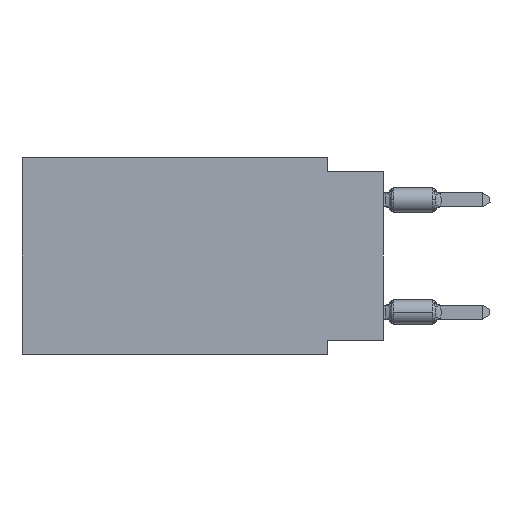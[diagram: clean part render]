
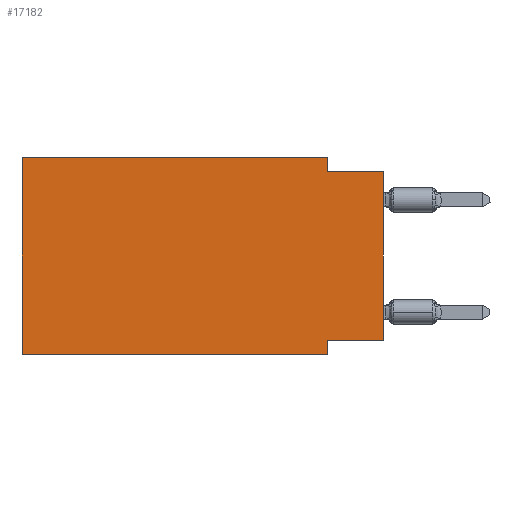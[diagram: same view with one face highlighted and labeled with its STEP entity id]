
A CAD part, left-side view. The second image highlights one B-rep face of the part: STEP entity #17182.
In plain terms, the highlighted planar face has unit normal (-1, 0, 0).
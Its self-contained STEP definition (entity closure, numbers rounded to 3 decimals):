
#1363 = VERTEX_POINT ( 'NONE', #39224 ) ;
#2124 = ORIENTED_EDGE ( 'NONE', *, *, #17873, .F. ) ;
#3294 = LINE ( 'NONE', #50260, #4076 ) ;
#3323 = AXIS2_PLACEMENT_3D ( 'NONE', #53659, #45129, #33137 ) ;
#3569 = EDGE_LOOP ( 'NONE', ( #6295, #2124, #7998, #26302, #6316, #55874, #22640, #54672 ) ) ;
#3680 = DIRECTION ( 'NONE',  ( 0., 0., -1. ) ) ;
#4076 = VECTOR ( 'NONE', #28361, 1000. ) ;
#4432 = VECTOR ( 'NONE', #3680, 1000. ) ;
#5261 = EDGE_CURVE ( 'NONE', #1363, #11442, #13220, .T. ) ;
#6197 = LINE ( 'NONE', #40653, #48730 ) ;
#6295 = ORIENTED_EDGE ( 'NONE', *, *, #52038, .T. ) ;
#6316 = ORIENTED_EDGE ( 'NONE', *, *, #53214, .F. ) ;
#6517 = CARTESIAN_POINT ( 'NONE',  ( 0., 2.54, -8.89 ) ) ;
#7078 = VECTOR ( 'NONE', #11658, 1000. ) ;
#7998 = ORIENTED_EDGE ( 'NONE', *, *, #20923, .F. ) ;
#10234 = CARTESIAN_POINT ( 'NONE',  ( 0., 0., -0.635 ) ) ;
#10552 = VERTEX_POINT ( 'NONE', #36180 ) ;
#10826 = EDGE_CURVE ( 'NONE', #11442, #27352, #33289, .T. ) ;
#11442 = VERTEX_POINT ( 'NONE', #50843 ) ;
#11658 = DIRECTION ( 'NONE',  ( 0., 0., -1. ) ) ;
#13220 = LINE ( 'NONE', #30587, #43036 ) ;
#15088 = CARTESIAN_POINT ( 'NONE',  ( 0., 2.54, -0.635 ) ) ;
#15793 = FACE_OUTER_BOUND ( 'NONE', #3569, .T. ) ;
#15926 = LINE ( 'NONE', #28735, #4432 ) ;
#17145 = VERTEX_POINT ( 'NONE', #50499 ) ;
#17182 = ADVANCED_FACE ( 'NONE', ( #15793 ), #28880, .F. ) ;
#17873 = EDGE_CURVE ( 'NONE', #52730, #34009, #19634, .T. ) ;
#18177 = LINE ( 'NONE', #29936, #38646 ) ;
#19634 = LINE ( 'NONE', #10234, #51545 ) ;
#20923 = EDGE_CURVE ( 'NONE', #26780, #52730, #15926, .T. ) ;
#22640 = ORIENTED_EDGE ( 'NONE', *, *, #10826, .F. ) ;
#24196 = DIRECTION ( 'NONE',  ( 0., -1., 0. ) ) ;
#26302 = ORIENTED_EDGE ( 'NONE', *, *, #31230, .F. ) ;
#26356 = CARTESIAN_POINT ( 'NONE',  ( 0., 0., -0.635 ) ) ;
#26780 = VERTEX_POINT ( 'NONE', #51762 ) ;
#27352 = VERTEX_POINT ( 'NONE', #6517 ) ;
#28361 = DIRECTION ( 'NONE',  ( 0., -1., 0. ) ) ;
#28735 = CARTESIAN_POINT ( 'NONE',  ( 0., 2.54, 0. ) ) ;
#28880 = PLANE ( 'NONE',  #3323 ) ;
#29702 = LINE ( 'NONE', #39368, #33433 ) ;
#29936 = CARTESIAN_POINT ( 'NONE',  ( 0., 16.383, -8.89 ) ) ;
#30587 = CARTESIAN_POINT ( 'NONE',  ( 0., 0., -8.255 ) ) ;
#31230 = EDGE_CURVE ( 'NONE', #10552, #26780, #3294, .T. ) ;
#32084 = DIRECTION ( 'NONE',  ( 0., 0., 1. ) ) ;
#33137 = DIRECTION ( 'NONE',  ( 0., 0., -1. ) ) ;
#33289 = LINE ( 'NONE', #50644, #7078 ) ;
#33433 = VECTOR ( 'NONE', #33963, 1000. ) ;
#33963 = DIRECTION ( 'NONE',  ( 0., 0., 1. ) ) ;
#34009 = VERTEX_POINT ( 'NONE', #26356 ) ;
#36180 = CARTESIAN_POINT ( 'NONE',  ( 0., 16.383, 0. ) ) ;
#38646 = VECTOR ( 'NONE', #46725, 1000. ) ;
#39224 = CARTESIAN_POINT ( 'NONE',  ( 0., 0., -8.255 ) ) ;
#39368 = CARTESIAN_POINT ( 'NONE',  ( 0., 0., 0. ) ) ;
#39462 = EDGE_CURVE ( 'NONE', #17145, #27352, #18177, .T. ) ;
#40653 = CARTESIAN_POINT ( 'NONE',  ( 0., 16.383, 0. ) ) ;
#43036 = VECTOR ( 'NONE', #43692, 1000. ) ;
#43692 = DIRECTION ( 'NONE',  ( 0., 1., 0. ) ) ;
#45129 = DIRECTION ( 'NONE',  ( 1., 0., 0. ) ) ;
#46725 = DIRECTION ( 'NONE',  ( 0., -1., 0. ) ) ;
#48730 = VECTOR ( 'NONE', #32084, 1000. ) ;
#50260 = CARTESIAN_POINT ( 'NONE',  ( 0., 16.383, 0. ) ) ;
#50499 = CARTESIAN_POINT ( 'NONE',  ( 0., 16.383, -8.89 ) ) ;
#50644 = CARTESIAN_POINT ( 'NONE',  ( 0., 2.54, -8.89 ) ) ;
#50843 = CARTESIAN_POINT ( 'NONE',  ( 0., 2.54, -8.255 ) ) ;
#51545 = VECTOR ( 'NONE', #24196, 1000. ) ;
#51762 = CARTESIAN_POINT ( 'NONE',  ( 0., 2.54, 0. ) ) ;
#52038 = EDGE_CURVE ( 'NONE', #1363, #34009, #29702, .T. ) ;
#52730 = VERTEX_POINT ( 'NONE', #15088 ) ;
#53214 = EDGE_CURVE ( 'NONE', #17145, #10552, #6197, .T. ) ;
#53659 = CARTESIAN_POINT ( 'NONE',  ( 0., 16.383, 0. ) ) ;
#54672 = ORIENTED_EDGE ( 'NONE', *, *, #5261, .F. ) ;
#55874 = ORIENTED_EDGE ( 'NONE', *, *, #39462, .T. ) ;
